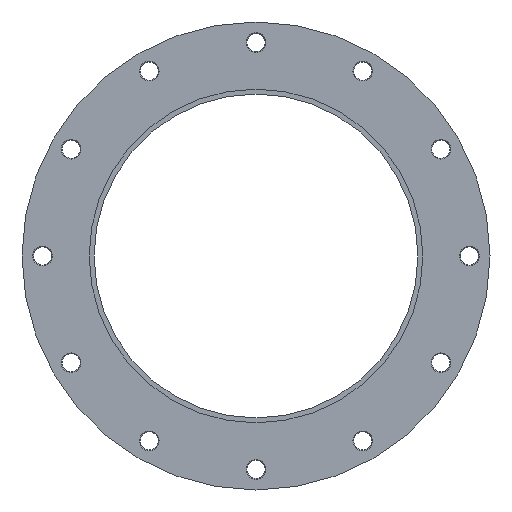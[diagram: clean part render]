
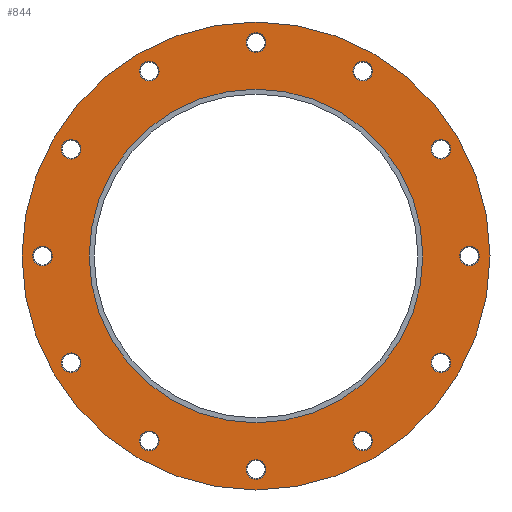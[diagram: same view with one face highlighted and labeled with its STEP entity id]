
A CAD part, left-side view. The second image highlights one B-rep face of the part: STEP entity #844.
In plain terms, the highlighted planar face has unit normal (-1, 0, 0).
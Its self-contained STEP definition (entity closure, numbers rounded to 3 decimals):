
#46=FACE_BOUND('',#150,.T.);
#47=FACE_BOUND('',#151,.T.);
#48=FACE_BOUND('',#152,.T.);
#49=FACE_BOUND('',#153,.T.);
#50=FACE_BOUND('',#154,.T.);
#51=FACE_BOUND('',#155,.T.);
#52=FACE_BOUND('',#156,.T.);
#53=FACE_BOUND('',#157,.T.);
#54=FACE_BOUND('',#158,.T.);
#55=FACE_BOUND('',#159,.T.);
#56=FACE_BOUND('',#160,.T.);
#57=FACE_BOUND('',#161,.T.);
#58=FACE_BOUND('',#162,.T.);
#62=PLANE('',#959);
#89=FACE_OUTER_BOUND('',#149,.T.);
#149=EDGE_LOOP('',(#669,#670));
#150=EDGE_LOOP('',(#671));
#151=EDGE_LOOP('',(#672));
#152=EDGE_LOOP('',(#673));
#153=EDGE_LOOP('',(#674));
#154=EDGE_LOOP('',(#675));
#155=EDGE_LOOP('',(#676));
#156=EDGE_LOOP('',(#677,#678));
#157=EDGE_LOOP('',(#679));
#158=EDGE_LOOP('',(#680));
#159=EDGE_LOOP('',(#681));
#160=EDGE_LOOP('',(#682));
#161=EDGE_LOOP('',(#683));
#162=EDGE_LOOP('',(#684));
#316=CIRCLE('',#958,6.);
#317=CIRCLE('',#960,142.5);
#318=CIRCLE('',#961,142.5);
#319=CIRCLE('',#962,6.);
#320=CIRCLE('',#963,6.);
#321=CIRCLE('',#964,6.);
#322=CIRCLE('',#965,6.);
#323=CIRCLE('',#966,6.);
#324=CIRCLE('',#967,6.);
#325=CIRCLE('',#968,101.6);
#326=CIRCLE('',#969,101.6);
#327=CIRCLE('',#970,6.);
#328=CIRCLE('',#971,6.);
#329=CIRCLE('',#972,6.);
#330=CIRCLE('',#973,6.);
#331=CIRCLE('',#974,6.);
#397=VERTEX_POINT('',#1455);
#398=VERTEX_POINT('',#1459);
#399=VERTEX_POINT('',#1460);
#400=VERTEX_POINT('',#1463);
#401=VERTEX_POINT('',#1465);
#402=VERTEX_POINT('',#1467);
#403=VERTEX_POINT('',#1469);
#404=VERTEX_POINT('',#1471);
#405=VERTEX_POINT('',#1473);
#406=VERTEX_POINT('',#1475);
#407=VERTEX_POINT('',#1476);
#408=VERTEX_POINT('',#1479);
#409=VERTEX_POINT('',#1481);
#410=VERTEX_POINT('',#1483);
#411=VERTEX_POINT('',#1485);
#412=VERTEX_POINT('',#1487);
#498=EDGE_CURVE('',#397,#397,#316,.T.);
#500=EDGE_CURVE('',#398,#399,#317,.T.);
#501=EDGE_CURVE('',#399,#398,#318,.T.);
#502=EDGE_CURVE('',#400,#400,#319,.T.);
#503=EDGE_CURVE('',#401,#401,#320,.T.);
#504=EDGE_CURVE('',#402,#402,#321,.T.);
#505=EDGE_CURVE('',#403,#403,#322,.T.);
#506=EDGE_CURVE('',#404,#404,#323,.T.);
#507=EDGE_CURVE('',#405,#405,#324,.T.);
#508=EDGE_CURVE('',#406,#407,#325,.T.);
#509=EDGE_CURVE('',#407,#406,#326,.T.);
#510=EDGE_CURVE('',#408,#408,#327,.T.);
#511=EDGE_CURVE('',#409,#409,#328,.T.);
#512=EDGE_CURVE('',#410,#410,#329,.T.);
#513=EDGE_CURVE('',#411,#411,#330,.T.);
#514=EDGE_CURVE('',#412,#412,#331,.T.);
#669=ORIENTED_EDGE('',*,*,#500,.F.);
#670=ORIENTED_EDGE('',*,*,#501,.F.);
#671=ORIENTED_EDGE('',*,*,#502,.F.);
#672=ORIENTED_EDGE('',*,*,#503,.F.);
#673=ORIENTED_EDGE('',*,*,#504,.F.);
#674=ORIENTED_EDGE('',*,*,#505,.F.);
#675=ORIENTED_EDGE('',*,*,#506,.F.);
#676=ORIENTED_EDGE('',*,*,#507,.F.);
#677=ORIENTED_EDGE('',*,*,#508,.T.);
#678=ORIENTED_EDGE('',*,*,#509,.T.);
#679=ORIENTED_EDGE('',*,*,#510,.F.);
#680=ORIENTED_EDGE('',*,*,#511,.F.);
#681=ORIENTED_EDGE('',*,*,#512,.F.);
#682=ORIENTED_EDGE('',*,*,#513,.F.);
#683=ORIENTED_EDGE('',*,*,#514,.F.);
#684=ORIENTED_EDGE('',*,*,#498,.F.);
#844=ADVANCED_FACE('',(#89,#46,#47,#48,#49,#50,#51,#52,#53,#54,#55,#56,
#57,#58),#62,.T.);
#958=AXIS2_PLACEMENT_3D('',#1456,#1181,#1182);
#959=AXIS2_PLACEMENT_3D('',#1458,#1184,#1185);
#960=AXIS2_PLACEMENT_3D('',#1461,#1186,#1187);
#961=AXIS2_PLACEMENT_3D('',#1462,#1188,#1189);
#962=AXIS2_PLACEMENT_3D('',#1464,#1190,#1191);
#963=AXIS2_PLACEMENT_3D('',#1466,#1192,#1193);
#964=AXIS2_PLACEMENT_3D('',#1468,#1194,#1195);
#965=AXIS2_PLACEMENT_3D('',#1470,#1196,#1197);
#966=AXIS2_PLACEMENT_3D('',#1472,#1198,#1199);
#967=AXIS2_PLACEMENT_3D('',#1474,#1200,#1201);
#968=AXIS2_PLACEMENT_3D('',#1477,#1202,#1203);
#969=AXIS2_PLACEMENT_3D('',#1478,#1204,#1205);
#970=AXIS2_PLACEMENT_3D('',#1480,#1206,#1207);
#971=AXIS2_PLACEMENT_3D('',#1482,#1208,#1209);
#972=AXIS2_PLACEMENT_3D('',#1484,#1210,#1211);
#973=AXIS2_PLACEMENT_3D('',#1486,#1212,#1213);
#974=AXIS2_PLACEMENT_3D('',#1488,#1214,#1215);
#1181=DIRECTION('center_axis',(-1.,0.,0.));
#1182=DIRECTION('ref_axis',(0.,-0.5,-0.866));
#1184=DIRECTION('center_axis',(-1.,0.,0.));
#1185=DIRECTION('ref_axis',(0.,0.,1.));
#1186=DIRECTION('center_axis',(1.,0.,0.));
#1187=DIRECTION('ref_axis',(0.,0.,-1.));
#1188=DIRECTION('center_axis',(1.,0.,0.));
#1189=DIRECTION('ref_axis',(0.,0.,-1.));
#1190=DIRECTION('center_axis',(-1.,0.,0.));
#1191=DIRECTION('ref_axis',(0.,-0.866,-0.5));
#1192=DIRECTION('center_axis',(-1.,0.,0.));
#1193=DIRECTION('ref_axis',(0.,-0.866,0.5));
#1194=DIRECTION('center_axis',(-1.,0.,0.));
#1195=DIRECTION('ref_axis',(0.,0.,1.));
#1196=DIRECTION('center_axis',(-1.,0.,0.));
#1197=DIRECTION('ref_axis',(0.,0.866,0.5));
#1198=DIRECTION('center_axis',(-1.,0.,0.));
#1199=DIRECTION('ref_axis',(0.,0.866,-0.5));
#1200=DIRECTION('center_axis',(-1.,0.,0.));
#1201=DIRECTION('ref_axis',(0.,0.,-1.));
#1202=DIRECTION('center_axis',(1.,0.,0.));
#1203=DIRECTION('ref_axis',(0.,0.,-1.));
#1204=DIRECTION('center_axis',(1.,0.,0.));
#1205=DIRECTION('ref_axis',(0.,0.,-1.));
#1206=DIRECTION('center_axis',(-1.,0.,0.));
#1207=DIRECTION('ref_axis',(0.,0.5,-0.866));
#1208=DIRECTION('center_axis',(-1.,0.,0.));
#1209=DIRECTION('ref_axis',(0.,1.,0.));
#1210=DIRECTION('center_axis',(-1.,0.,0.));
#1211=DIRECTION('ref_axis',(0.,0.5,0.866));
#1212=DIRECTION('center_axis',(-1.,0.,0.));
#1213=DIRECTION('ref_axis',(0.,-0.5,0.866));
#1214=DIRECTION('center_axis',(-1.,0.,0.));
#1215=DIRECTION('ref_axis',(0.,-1.,0.));
#1455=CARTESIAN_POINT('',(-16.,115.583,-59.804));
#1456=CARTESIAN_POINT('Origin',(-16.,112.583,-65.));
#1458=CARTESIAN_POINT('Origin',(-16.,0.,142.5));
#1459=CARTESIAN_POINT('',(-16.,0.,142.5));
#1460=CARTESIAN_POINT('',(-16.,0.,-142.5));
#1461=CARTESIAN_POINT('Origin',(-16.,0.,0.));
#1462=CARTESIAN_POINT('Origin',(-16.,0.,0.));
#1463=CARTESIAN_POINT('',(-16.,70.196,-109.583));
#1464=CARTESIAN_POINT('Origin',(-16.,65.,-112.583));
#1465=CARTESIAN_POINT('',(-16.,-59.804,-115.583));
#1466=CARTESIAN_POINT('Origin',(-16.,-65.,-112.583));
#1467=CARTESIAN_POINT('',(-16.,-130.,-6.));
#1468=CARTESIAN_POINT('Origin',(-16.,-130.,0.));
#1469=CARTESIAN_POINT('',(-16.,-70.196,109.583));
#1470=CARTESIAN_POINT('Origin',(-16.,-65.,112.583));
#1471=CARTESIAN_POINT('',(-16.,59.804,115.583));
#1472=CARTESIAN_POINT('Origin',(-16.,65.,112.583));
#1473=CARTESIAN_POINT('',(-16.,130.,6.));
#1474=CARTESIAN_POINT('Origin',(-16.,130.,0.));
#1475=CARTESIAN_POINT('',(-16.,0.,101.6));
#1476=CARTESIAN_POINT('',(-16.,0.,-101.6));
#1477=CARTESIAN_POINT('Origin',(-16.,0.,0.));
#1478=CARTESIAN_POINT('Origin',(-16.,0.,0.));
#1479=CARTESIAN_POINT('',(-16.,109.583,70.196));
#1480=CARTESIAN_POINT('Origin',(-16.,112.583,65.));
#1481=CARTESIAN_POINT('',(-16.,-6.,130.));
#1482=CARTESIAN_POINT('Origin',(-16.,0.,130.));
#1483=CARTESIAN_POINT('',(-16.,-115.583,59.804));
#1484=CARTESIAN_POINT('Origin',(-16.,-112.583,65.));
#1485=CARTESIAN_POINT('',(-16.,-109.583,-70.196));
#1486=CARTESIAN_POINT('Origin',(-16.,-112.583,-65.));
#1487=CARTESIAN_POINT('',(-16.,6.,-130.));
#1488=CARTESIAN_POINT('Origin',(-16.,0.,-130.));
